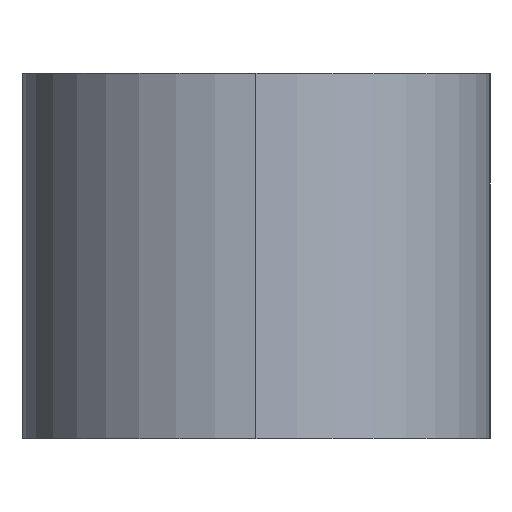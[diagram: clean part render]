
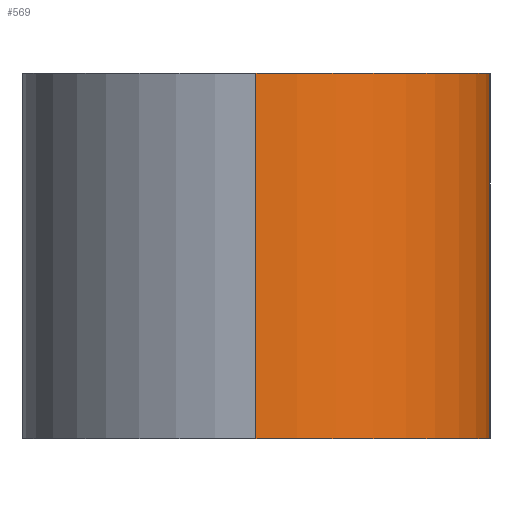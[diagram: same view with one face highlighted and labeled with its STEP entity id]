
A CAD part, left-side view. The second image highlights one B-rep face of the part: STEP entity #569.
In plain terms, the highlighted cylindrical face has radius 25 mm (diameter 50 mm), a partial arc.
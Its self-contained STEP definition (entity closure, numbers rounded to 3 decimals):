
#9 = DIRECTION ( 'NONE',  ( 0., 0., 1. ) ) ;
#16 = AXIS2_PLACEMENT_3D ( 'NONE', #131, #308, #508 ) ;
#28 = EDGE_CURVE ( 'NONE', #184, #529, #583, .T. ) ;
#37 = ORIENTED_EDGE ( 'NONE', *, *, #76, .T. ) ;
#76 = EDGE_CURVE ( 'NONE', #421, #472, #553, .T. ) ;
#131 = CARTESIAN_POINT ( 'NONE',  ( -275., 0., 29. ) ) ;
#135 = AXIS2_PLACEMENT_3D ( 'NONE', #452, #257, #153 ) ;
#153 = DIRECTION ( 'NONE',  ( -1., 0., 0. ) ) ;
#184 = VERTEX_POINT ( 'NONE', #467 ) ;
#194 = CARTESIAN_POINT ( 'NONE',  ( -275., -25., -10. ) ) ;
#204 = LINE ( 'NONE', #309, #520 ) ;
#206 = DIRECTION ( 'NONE',  ( 0., 0., -1. ) ) ;
#250 = EDGE_LOOP ( 'NONE', ( #426, #491, #37, #637 ) ) ;
#251 = CYLINDRICAL_SURFACE ( 'NONE', #135, 25. ) ;
#257 = DIRECTION ( 'NONE',  ( 0., 0., -1. ) ) ;
#301 = DIRECTION ( 'NONE',  ( 0., 0., -1. ) ) ;
#304 = CARTESIAN_POINT ( 'NONE',  ( -275., 0., -10. ) ) ;
#308 = DIRECTION ( 'NONE',  ( 0., 0., 1. ) ) ;
#309 = CARTESIAN_POINT ( 'NONE',  ( -300., 0., 29. ) ) ;
#313 = FACE_OUTER_BOUND ( 'NONE', #250, .T. ) ;
#323 = VECTOR ( 'NONE', #301, 1000. ) ;
#401 = CARTESIAN_POINT ( 'NONE',  ( -275., -25., 29. ) ) ;
#421 = VERTEX_POINT ( 'NONE', #437 ) ;
#426 = ORIENTED_EDGE ( 'NONE', *, *, #28, .F. ) ;
#437 = CARTESIAN_POINT ( 'NONE',  ( -300., 0., -10. ) ) ;
#452 = CARTESIAN_POINT ( 'NONE',  ( -275., 0., 29. ) ) ;
#467 = CARTESIAN_POINT ( 'NONE',  ( -300., 0., 29. ) ) ;
#472 = VERTEX_POINT ( 'NONE', #194 ) ;
#491 = ORIENTED_EDGE ( 'NONE', *, *, #559, .T. ) ;
#497 = LINE ( 'NONE', #401, #323 ) ;
#499 = DIRECTION ( 'NONE',  ( 1., 0., 0. ) ) ;
#507 = CARTESIAN_POINT ( 'NONE',  ( -275., -25., 29. ) ) ;
#508 = DIRECTION ( 'NONE',  ( 1., 0., 0. ) ) ;
#520 = VECTOR ( 'NONE', #206, 1000. ) ;
#521 = AXIS2_PLACEMENT_3D ( 'NONE', #304, #9, #499 ) ;
#529 = VERTEX_POINT ( 'NONE', #507 ) ;
#553 = CIRCLE ( 'NONE', #521, 25. ) ;
#559 = EDGE_CURVE ( 'NONE', #184, #421, #204, .T. ) ;
#569 = ADVANCED_FACE ( 'NONE', ( #313 ), #251, .T. ) ;
#583 = CIRCLE ( 'NONE', #16, 25. ) ;
#590 = EDGE_CURVE ( 'NONE', #529, #472, #497, .T. ) ;
#637 = ORIENTED_EDGE ( 'NONE', *, *, #590, .F. ) ;
